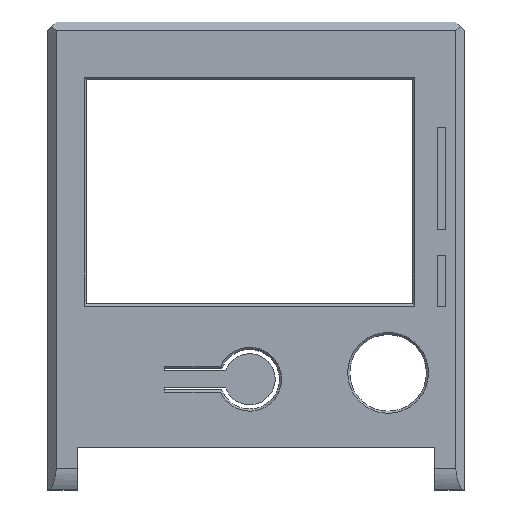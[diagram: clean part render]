
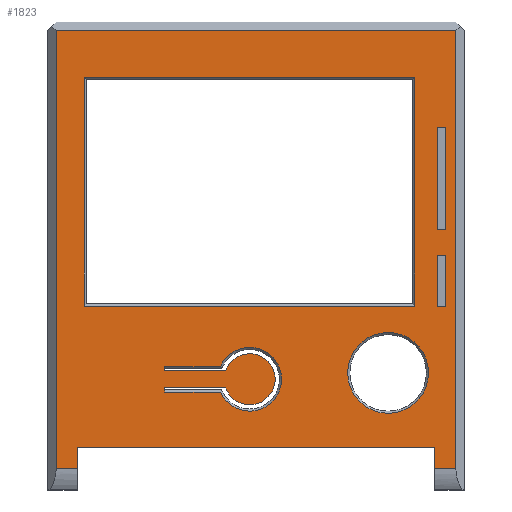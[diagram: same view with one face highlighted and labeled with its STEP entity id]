
A CAD part, top view. The second image highlights one B-rep face of the part: STEP entity #1823.
In plain terms, the highlighted planar face has unit normal (0, 0, 1).
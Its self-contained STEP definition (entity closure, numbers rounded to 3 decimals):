
#28=FACE_BOUND('',#248,.T.);
#29=FACE_BOUND('',#249,.T.);
#30=FACE_BOUND('',#250,.T.);
#31=FACE_BOUND('',#251,.T.);
#32=FACE_BOUND('',#252,.T.);
#139=FACE_OUTER_BOUND('',#247,.T.);
#247=EDGE_LOOP('',(#1469,#1470,#1471,#1472,#1473,#1474,#1475,#1476));
#248=EDGE_LOOP('',(#1477,#1478,#1479,#1480));
#249=EDGE_LOOP('',(#1481,#1482,#1483,#1484));
#250=EDGE_LOOP('',(#1485,#1486,#1487,#1488));
#251=EDGE_LOOP('',(#1489,#1490,#1491,#1492,#1493,#1494,#1495,#1496));
#252=EDGE_LOOP('',(#1497));
#319=CIRCLE('',#1956,9.5);
#323=CIRCLE('',#1963,7.5);
#324=CIRCLE('',#1966,6.);
#398=LINE('',#2709,#608);
#401=LINE('',#2715,#611);
#402=LINE('',#2718,#612);
#403=LINE('',#2725,#613);
#404=LINE('',#2727,#614);
#408=LINE('',#2736,#618);
#411=LINE('',#2742,#621);
#414=LINE('',#2748,#624);
#417=LINE('',#2753,#627);
#420=LINE('',#2759,#630);
#422=LINE('',#2763,#632);
#424=LINE('',#2767,#634);
#426=LINE('',#2770,#636);
#428=LINE('',#2775,#638);
#430=LINE('',#2779,#640);
#432=LINE('',#2783,#642);
#434=LINE('',#2786,#644);
#450=LINE('',#2823,#660);
#452=LINE('',#2828,#662);
#454=LINE('',#2831,#664);
#476=LINE('',#2890,#686);
#480=LINE('',#2905,#690);
#481=LINE('',#2911,#691);
#482=LINE('',#2912,#692);
#483=LINE('',#2914,#693);
#484=LINE('',#2915,#694);
#608=VECTOR('',#2192,1.);
#611=VECTOR('',#2199,1.);
#612=VECTOR('',#2202,10.);
#613=VECTOR('',#2211,10.);
#614=VECTOR('',#2214,1.);
#618=VECTOR('',#2220,1.);
#621=VECTOR('',#2225,1.);
#624=VECTOR('',#2230,1.);
#627=VECTOR('',#2235,1.);
#630=VECTOR('',#2240,1.);
#632=VECTOR('',#2244,1.);
#634=VECTOR('',#2248,1.);
#636=VECTOR('',#2252,1.);
#638=VECTOR('',#2256,1.);
#640=VECTOR('',#2260,1.);
#642=VECTOR('',#2264,1.);
#644=VECTOR('',#2268,1.);
#660=VECTOR('',#2302,10.);
#662=VECTOR('',#2306,10.);
#664=VECTOR('',#2310,10.);
#686=VECTOR('',#2362,1.);
#690=VECTOR('',#2374,1.);
#691=VECTOR('',#2379,1.);
#692=VECTOR('',#2380,1.);
#693=VECTOR('',#2381,1.);
#694=VECTOR('',#2382,1.);
#828=VERTEX_POINT('',#2706);
#829=VERTEX_POINT('',#2708);
#830=VERTEX_POINT('',#2712);
#831=VERTEX_POINT('',#2717);
#832=VERTEX_POINT('',#2721);
#833=VERTEX_POINT('',#2723);
#836=VERTEX_POINT('',#2733);
#837=VERTEX_POINT('',#2735);
#839=VERTEX_POINT('',#2741);
#841=VERTEX_POINT('',#2747);
#843=VERTEX_POINT('',#2756);
#844=VERTEX_POINT('',#2758);
#845=VERTEX_POINT('',#2762);
#846=VERTEX_POINT('',#2766);
#847=VERTEX_POINT('',#2772);
#848=VERTEX_POINT('',#2774);
#849=VERTEX_POINT('',#2778);
#850=VERTEX_POINT('',#2782);
#862=VERTEX_POINT('',#2821);
#864=VERTEX_POINT('',#2826);
#877=VERTEX_POINT('',#2873);
#882=VERTEX_POINT('',#2885);
#883=VERTEX_POINT('',#2889);
#885=VERTEX_POINT('',#2895);
#887=VERTEX_POINT('',#2903);
#888=VERTEX_POINT('',#2907);
#889=VERTEX_POINT('',#2908);
#890=VERTEX_POINT('',#2910);
#891=VERTEX_POINT('',#2913);
#1014=EDGE_CURVE('',#829,#828,#398,.F.);
#1018=EDGE_CURVE('',#830,#829,#401,.F.);
#1019=EDGE_CURVE('',#830,#831,#402,.T.);
#1023=EDGE_CURVE('',#832,#833,#403,.T.);
#1024=EDGE_CURVE('',#828,#832,#404,.F.);
#1028=EDGE_CURVE('',#837,#836,#408,.F.);
#1031=EDGE_CURVE('',#839,#837,#411,.T.);
#1034=EDGE_CURVE('',#841,#839,#414,.F.);
#1037=EDGE_CURVE('',#836,#841,#417,.F.);
#1040=EDGE_CURVE('',#843,#844,#420,.F.);
#1042=EDGE_CURVE('',#844,#845,#422,.T.);
#1044=EDGE_CURVE('',#845,#846,#424,.F.);
#1046=EDGE_CURVE('',#846,#843,#426,.T.);
#1048=EDGE_CURVE('',#847,#848,#428,.F.);
#1050=EDGE_CURVE('',#848,#849,#430,.F.);
#1052=EDGE_CURVE('',#849,#850,#432,.F.);
#1054=EDGE_CURVE('',#850,#847,#434,.F.);
#1072=EDGE_CURVE('',#862,#833,#450,.T.);
#1074=EDGE_CURVE('',#864,#862,#452,.T.);
#1076=EDGE_CURVE('',#864,#831,#454,.T.);
#1097=EDGE_CURVE('',#877,#877,#319,.T.);
#1103=EDGE_CURVE('',#882,#883,#476,.F.);
#1107=EDGE_CURVE('',#885,#882,#323,.T.);
#1110=EDGE_CURVE('',#887,#885,#480,.F.);
#1111=EDGE_CURVE('',#888,#889,#324,.T.);
#1112=EDGE_CURVE('',#889,#890,#481,.F.);
#1113=EDGE_CURVE('',#883,#890,#482,.T.);
#1114=EDGE_CURVE('',#891,#887,#483,.T.);
#1115=EDGE_CURVE('',#891,#888,#484,.F.);
#1469=ORIENTED_EDGE('',*,*,#1024,.T.);
#1470=ORIENTED_EDGE('',*,*,#1023,.T.);
#1471=ORIENTED_EDGE('',*,*,#1072,.F.);
#1472=ORIENTED_EDGE('',*,*,#1074,.F.);
#1473=ORIENTED_EDGE('',*,*,#1076,.T.);
#1474=ORIENTED_EDGE('',*,*,#1019,.F.);
#1475=ORIENTED_EDGE('',*,*,#1018,.T.);
#1476=ORIENTED_EDGE('',*,*,#1014,.T.);
#1477=ORIENTED_EDGE('',*,*,#1054,.F.);
#1478=ORIENTED_EDGE('',*,*,#1052,.F.);
#1479=ORIENTED_EDGE('',*,*,#1050,.F.);
#1480=ORIENTED_EDGE('',*,*,#1048,.F.);
#1481=ORIENTED_EDGE('',*,*,#1046,.F.);
#1482=ORIENTED_EDGE('',*,*,#1044,.F.);
#1483=ORIENTED_EDGE('',*,*,#1042,.F.);
#1484=ORIENTED_EDGE('',*,*,#1040,.F.);
#1485=ORIENTED_EDGE('',*,*,#1037,.T.);
#1486=ORIENTED_EDGE('',*,*,#1034,.T.);
#1487=ORIENTED_EDGE('',*,*,#1031,.T.);
#1488=ORIENTED_EDGE('',*,*,#1028,.T.);
#1489=ORIENTED_EDGE('',*,*,#1111,.T.);
#1490=ORIENTED_EDGE('',*,*,#1112,.T.);
#1491=ORIENTED_EDGE('',*,*,#1113,.F.);
#1492=ORIENTED_EDGE('',*,*,#1103,.F.);
#1493=ORIENTED_EDGE('',*,*,#1107,.F.);
#1494=ORIENTED_EDGE('',*,*,#1110,.F.);
#1495=ORIENTED_EDGE('',*,*,#1114,.F.);
#1496=ORIENTED_EDGE('',*,*,#1115,.T.);
#1497=ORIENTED_EDGE('',*,*,#1097,.F.);
#1728=PLANE('',#1965);
#1823=ADVANCED_FACE('',(#139,#28,#29,#30,#31,#32),#1728,.T.);
#1956=AXIS2_PLACEMENT_3D('',#2874,#2350,#2351);
#1963=AXIS2_PLACEMENT_3D('',#2899,#2368,#2369);
#1965=AXIS2_PLACEMENT_3D('',#2906,#2375,#2376);
#1966=AXIS2_PLACEMENT_3D('',#2909,#2377,#2378);
#2192=DIRECTION('',(1.,0.,0.));
#2199=DIRECTION('',(0.,-1.,0.));
#2202=DIRECTION('',(-1.,0.,0.));
#2211=DIRECTION('',(1.,0.,0.));
#2214=DIRECTION('',(0.,1.,0.));
#2220=DIRECTION('',(-1.,0.,0.));
#2225=DIRECTION('',(0.,1.,0.));
#2230=DIRECTION('',(1.,0.,0.));
#2235=DIRECTION('',(0.,1.,0.));
#2240=DIRECTION('',(1.,0.,0.));
#2244=DIRECTION('',(0.,-1.,0.));
#2248=DIRECTION('',(-1.,0.,0.));
#2252=DIRECTION('',(0.,1.,0.));
#2256=DIRECTION('',(0.,-1.,0.));
#2260=DIRECTION('',(1.,0.,0.));
#2264=DIRECTION('',(0.,1.,0.));
#2268=DIRECTION('',(-1.,0.,0.));
#2302=DIRECTION('',(0.,-1.,0.));
#2306=DIRECTION('',(-1.,0.,0.));
#2310=DIRECTION('',(0.,-1.,0.));
#2350=DIRECTION('center_axis',(0.,0.,1.));
#2351=DIRECTION('ref_axis',(-1.,0.,0.));
#2362=DIRECTION('',(1.,0.,0.));
#2368=DIRECTION('center_axis',(0.,0.,1.));
#2369=DIRECTION('ref_axis',(-1.,0.,0.));
#2374=DIRECTION('',(-1.,0.,0.));
#2375=DIRECTION('center_axis',(0.,0.,1.));
#2376=DIRECTION('ref_axis',(1.,0.,0.));
#2377=DIRECTION('center_axis',(0.,0.,1.));
#2378=DIRECTION('ref_axis',(-1.,0.,0.));
#2379=DIRECTION('',(1.,0.,0.));
#2380=DIRECTION('',(0.,-1.,0.));
#2381=DIRECTION('',(0.,-1.,0.));
#2382=DIRECTION('',(-1.,0.,0.));
#2706=CARTESIAN_POINT('',(-47.,55.,3.));
#2708=CARTESIAN_POINT('',(47.,55.,3.));
#2709=CARTESIAN_POINT('',(0.,55.,3.));
#2712=CARTESIAN_POINT('',(47.,-48.,3.));
#2715=CARTESIAN_POINT('',(47.,7.,3.));
#2717=CARTESIAN_POINT('',(42.,-48.,3.));
#2718=CARTESIAN_POINT('',(0.,-48.,3.));
#2721=CARTESIAN_POINT('',(-47.,-48.,3.));
#2723=CARTESIAN_POINT('',(-42.,-48.,3.));
#2725=CARTESIAN_POINT('',(0.,-48.,3.));
#2727=CARTESIAN_POINT('',(-47.,7.,3.));
#2733=CARTESIAN_POINT('',(37.325,44.,3.));
#2735=CARTESIAN_POINT('',(-40.375,44.,3.));
#2736=CARTESIAN_POINT('',(0.,44.,3.));
#2741=CARTESIAN_POINT('',(-40.375,-9.8,3.));
#2742=CARTESIAN_POINT('',(-40.375,9.5,3.));
#2747=CARTESIAN_POINT('',(37.325,-9.8,3.));
#2748=CARTESIAN_POINT('',(0.,-9.8,3.));
#2753=CARTESIAN_POINT('',(37.325,9.5,3.));
#2756=CARTESIAN_POINT('',(44.6,32.15,3.));
#2758=CARTESIAN_POINT('',(42.6,32.15,3.));
#2759=CARTESIAN_POINT('',(43.6,32.15,3.));
#2762=CARTESIAN_POINT('',(42.6,8.15,3.));
#2763=CARTESIAN_POINT('',(42.6,20.15,3.));
#2766=CARTESIAN_POINT('',(44.6,8.15,3.));
#2767=CARTESIAN_POINT('',(43.6,8.15,3.));
#2770=CARTESIAN_POINT('',(44.6,20.15,3.));
#2772=CARTESIAN_POINT('',(44.6,-9.85,3.));
#2774=CARTESIAN_POINT('',(44.6,2.15,3.));
#2775=CARTESIAN_POINT('',(44.6,-3.85,3.));
#2778=CARTESIAN_POINT('',(42.6,2.15,3.));
#2779=CARTESIAN_POINT('',(43.6,2.15,3.));
#2782=CARTESIAN_POINT('',(42.6,-9.85,3.));
#2783=CARTESIAN_POINT('',(42.6,-3.85,3.));
#2786=CARTESIAN_POINT('',(43.6,-9.85,3.));
#2821=CARTESIAN_POINT('',(-42.,-43.,3.));
#2823=CARTESIAN_POINT('',(-42.,-43.,3.));
#2826=CARTESIAN_POINT('',(42.,-43.,3.));
#2828=CARTESIAN_POINT('',(24.5,-43.,3.));
#2831=CARTESIAN_POINT('',(42.,-43.,3.));
#2873=CARTESIAN_POINT('',(40.555,-25.5,3.));
#2874=CARTESIAN_POINT('Origin',(31.055,-25.5,3.));
#2885=CARTESIAN_POINT('',(-8.369,-24.,3.));
#2889=CARTESIAN_POINT('',(-21.495,-24.,3.));
#2890=CARTESIAN_POINT('',(0.,-24.,3.));
#2895=CARTESIAN_POINT('',(-8.369,-30.,3.));
#2899=CARTESIAN_POINT('Origin',(-1.495,-27.,3.));
#2903=CARTESIAN_POINT('',(-21.495,-30.,3.));
#2905=CARTESIAN_POINT('',(0.,-30.,3.));
#2906=CARTESIAN_POINT('Origin',(0.,0.,3.));
#2907=CARTESIAN_POINT('',(-7.152,-29.,3.));
#2908=CARTESIAN_POINT('',(-7.152,-25.,3.));
#2909=CARTESIAN_POINT('Origin',(-1.495,-27.,3.));
#2910=CARTESIAN_POINT('',(-21.495,-25.,3.));
#2911=CARTESIAN_POINT('',(-14.323,-25.,3.));
#2912=CARTESIAN_POINT('',(-21.495,-24.75,3.));
#2913=CARTESIAN_POINT('',(-21.495,-29.,3.));
#2914=CARTESIAN_POINT('',(-21.495,-29.25,3.));
#2915=CARTESIAN_POINT('',(-14.323,-29.,3.));
